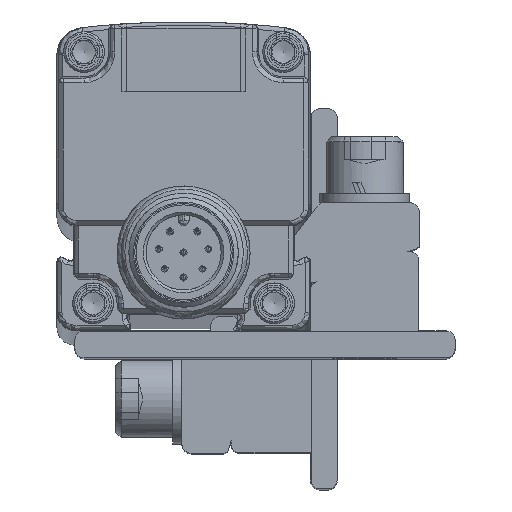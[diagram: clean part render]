
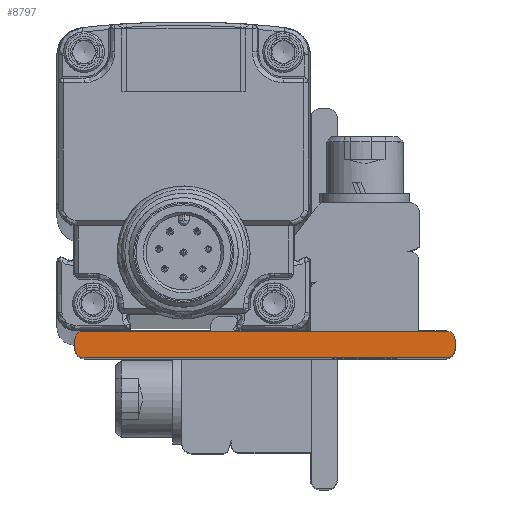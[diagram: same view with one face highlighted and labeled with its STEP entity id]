
A CAD part, top view. The second image highlights one B-rep face of the part: STEP entity #8797.
In plain terms, the highlighted planar face has unit normal (0, 0, 1).
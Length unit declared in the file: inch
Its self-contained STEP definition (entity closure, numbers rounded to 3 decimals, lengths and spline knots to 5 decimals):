
#664 = EDGE_CURVE ( 'NONE', #9640, #15526, #12594, .T. ) ;
#906 = DIRECTION ( 'NONE',  ( 1., 0., 0. ) ) ;
#934 = AXIS2_PLACEMENT_3D ( 'NONE', #15058, #5562, #10675 ) ;
#1616 = DIRECTION ( 'NONE',  ( 0., 0., -1. ) ) ;
#1910 = DIRECTION ( 'NONE',  ( 0., 0., -1. ) ) ;
#2572 = VECTOR ( 'NONE', #11051, 39.37008 ) ;
#2751 = VERTEX_POINT ( 'NONE', #29810 ) ;
#3278 = VERTEX_POINT ( 'NONE', #27947 ) ;
#5177 = VERTEX_POINT ( 'NONE', #8540 ) ;
#5562 = DIRECTION ( 'NONE',  ( 0., 0., 1. ) ) ;
#5799 = EDGE_CURVE ( 'NONE', #5177, #15088, #28214, .T. ) ;
#7761 = EDGE_CURVE ( 'NONE', #2751, #28155, #18210, .T. ) ;
#8540 = CARTESIAN_POINT ( 'NONE',  ( 1.15889, -0.00394, 14.17323 ) ) ;
#8646 = DIRECTION ( 'NONE',  ( 0., -1., 0. ) ) ;
#8797 = ADVANCED_FACE ( 'NONE', ( #29582 ), #22243, .T. ) ;
#8857 = DIRECTION ( 'NONE',  ( 0., 1., 0. ) ) ;
#8941 = VECTOR ( 'NONE', #29460, 39.37008 ) ;
#9640 = VERTEX_POINT ( 'NONE', #11688 ) ;
#9778 = ORIENTED_EDGE ( 'NONE', *, *, #7761, .F. ) ;
#10634 = AXIS2_PLACEMENT_3D ( 'NONE', #29132, #26790, #906 ) ;
#10675 = DIRECTION ( 'NONE',  ( -1., 0., 0. ) ) ;
#10831 = LINE ( 'NONE', #15978, #21764 ) ;
#11051 = DIRECTION ( 'NONE',  ( -1., 0., 0. ) ) ;
#11405 = DIRECTION ( 'NONE',  ( -1., 0., 0. ) ) ;
#11688 = CARTESIAN_POINT ( 'NONE',  ( -0.43307, -0.11811, 14.17323 ) ) ;
#12158 = ORIENTED_EDGE ( 'NONE', *, *, #12635, .F. ) ;
#12217 = CARTESIAN_POINT ( 'NONE',  ( -0.47244, -0.03937, 14.17323 ) ) ;
#12260 = AXIS2_PLACEMENT_3D ( 'NONE', #23251, #1910, #11405 ) ;
#12283 = CARTESIAN_POINT ( 'NONE',  ( 1.14173, -0.07874, 14.17323 ) ) ;
#12594 = LINE ( 'NONE', #26963, #8941 ) ;
#12635 = EDGE_CURVE ( 'NONE', #17324, #3278, #10831, .T. ) ;
#13058 = CARTESIAN_POINT ( 'NONE',  ( 1.14173, -0.11811, 14.17323 ) ) ;
#13110 = ORIENTED_EDGE ( 'NONE', *, *, #17498, .F. ) ;
#13329 = AXIS2_PLACEMENT_3D ( 'NONE', #12283, #21955, #16988 ) ;
#13402 = CARTESIAN_POINT ( 'NONE',  ( 0.11811, -0.00394, 14.17323 ) ) ;
#14833 = CIRCLE ( 'NONE', #13329, 0.03937 ) ;
#14876 = CIRCLE ( 'NONE', #934, 0.03937 ) ;
#15058 = CARTESIAN_POINT ( 'NONE',  ( -0.43307, -0.07874, 14.17323 ) ) ;
#15088 = VERTEX_POINT ( 'NONE', #27162 ) ;
#15431 = AXIS2_PLACEMENT_3D ( 'NONE', #21234, #1616, #30140 ) ;
#15526 = VERTEX_POINT ( 'NONE', #13058 ) ;
#15718 = CARTESIAN_POINT ( 'NONE',  ( -0.47244, 0., 14.17323 ) ) ;
#15978 = CARTESIAN_POINT ( 'NONE',  ( 1.1811, -0.11811, 14.17323 ) ) ;
#16253 = CIRCLE ( 'NONE', #12260, 0.03937 ) ;
#16988 = DIRECTION ( 'NONE',  ( -1., 0., 0. ) ) ;
#17324 = VERTEX_POINT ( 'NONE', #24673 ) ;
#17498 = EDGE_CURVE ( 'NONE', #28155, #15088, #16253, .T. ) ;
#17824 = ORIENTED_EDGE ( 'NONE', *, *, #5799, .T. ) ;
#18055 = VECTOR ( 'NONE', #8857, 39.37008 ) ;
#18210 = LINE ( 'NONE', #15718, #18055 ) ;
#19731 = EDGE_CURVE ( 'NONE', #15526, #3278, #14833, .T. ) ;
#19909 = CIRCLE ( 'NONE', #15431, 0.03937 ) ;
#20100 = ORIENTED_EDGE ( 'NONE', *, *, #19731, .T. ) ;
#21234 = CARTESIAN_POINT ( 'NONE',  ( 1.14173, -0.03937, 14.17323 ) ) ;
#21764 = VECTOR ( 'NONE', #8646, 39.37008 ) ;
#21955 = DIRECTION ( 'NONE',  ( 0., 0., 1. ) ) ;
#22243 = PLANE ( 'NONE',  #10634 ) ;
#22401 = EDGE_CURVE ( 'NONE', #2751, #9640, #14876, .T. ) ;
#23251 = CARTESIAN_POINT ( 'NONE',  ( -0.43307, -0.03937, 14.17323 ) ) ;
#24609 = EDGE_CURVE ( 'NONE', #5177, #17324, #19909, .T. ) ;
#24673 = CARTESIAN_POINT ( 'NONE',  ( 1.1811, -0.03937, 14.17323 ) ) ;
#24719 = ORIENTED_EDGE ( 'NONE', *, *, #22401, .T. ) ;
#25816 = ORIENTED_EDGE ( 'NONE', *, *, #24609, .F. ) ;
#26430 = ORIENTED_EDGE ( 'NONE', *, *, #664, .T. ) ;
#26790 = DIRECTION ( 'NONE',  ( 0., 0., 1. ) ) ;
#26963 = CARTESIAN_POINT ( 'NONE',  ( 0.55118, -0.11811, 14.17323 ) ) ;
#27162 = CARTESIAN_POINT ( 'NONE',  ( -0.45023, -0.00394, 14.17323 ) ) ;
#27282 = EDGE_LOOP ( 'NONE', ( #25816, #17824, #13110, #9778, #24719, #26430, #20100, #12158 ) ) ;
#27947 = CARTESIAN_POINT ( 'NONE',  ( 1.1811, -0.07874, 14.17323 ) ) ;
#28155 = VERTEX_POINT ( 'NONE', #12217 ) ;
#28214 = LINE ( 'NONE', #13402, #2572 ) ;
#29132 = CARTESIAN_POINT ( 'NONE',  ( 0.11811, 0., 14.17323 ) ) ;
#29460 = DIRECTION ( 'NONE',  ( 1., 0., 0. ) ) ;
#29582 = FACE_OUTER_BOUND ( 'NONE', #27282, .T. ) ;
#29810 = CARTESIAN_POINT ( 'NONE',  ( -0.47244, -0.07874, 14.17323 ) ) ;
#30140 = DIRECTION ( 'NONE',  ( -1., 0., 0. ) ) ;
